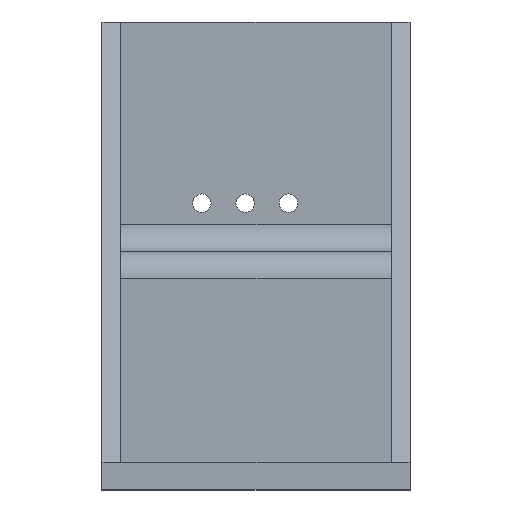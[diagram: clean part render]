
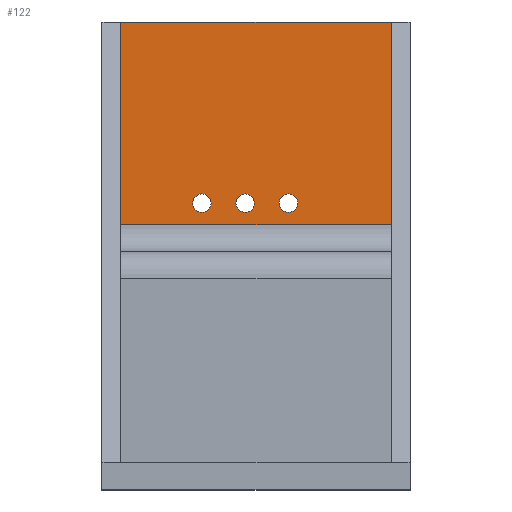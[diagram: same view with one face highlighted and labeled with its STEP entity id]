
A CAD part, top view. The second image highlights one B-rep face of the part: STEP entity #122.
In plain terms, the highlighted planar face has unit normal (0, 0, 1).
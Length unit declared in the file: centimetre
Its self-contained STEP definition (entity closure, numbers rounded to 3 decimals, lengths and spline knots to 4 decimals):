
#38 = VERTEX_POINT ( 'NONE', #1456 ) ;
#52 = VECTOR ( 'NONE', #1228, 100. ) ;
#55 = CIRCLE ( 'NONE', #1035, 0.17 ) ;
#60 = EDGE_CURVE ( 'NONE', #600, #38, #1468, .T. ) ;
#102 = ORIENTED_EDGE ( 'NONE', *, *, #60, .F. ) ;
#106 = EDGE_CURVE ( 'NONE', #227, #1355, #911, .T. ) ;
#107 = CARTESIAN_POINT ( 'NONE',  ( 5., 9.66, -10.6 ) ) ;
#122 = ADVANCED_FACE ( 'NONE', ( #436, #1188, #1443, #325 ), #1309, .T. ) ;
#157 = VECTOR ( 'NONE', #185, 100. ) ;
#168 = VERTEX_POINT ( 'NONE', #1551 ) ;
#185 = DIRECTION ( 'NONE',  ( 0., 1., 0. ) ) ;
#194 = DIRECTION ( 'NONE',  ( 1., 0., 0. ) ) ;
#197 = LINE ( 'NONE', #360, #52 ) ;
#210 = CARTESIAN_POINT ( 'NONE',  ( 0., 5.91, -10.6 ) ) ;
#226 = CARTESIAN_POINT ( 'NONE',  ( 1.67, 6.31, -10.6 ) ) ;
#227 = VERTEX_POINT ( 'NONE', #1146 ) ;
#235 = ORIENTED_EDGE ( 'NONE', *, *, #932, .F. ) ;
#255 = DIRECTION ( 'NONE',  ( 0., 0., 1. ) ) ;
#259 = EDGE_CURVE ( 'NONE', #395, #451, #984, .T. ) ;
#296 = CARTESIAN_POINT ( 'NONE',  ( 5.35, 9.66, -10.6 ) ) ;
#325 = FACE_BOUND ( 'NONE', #384, .T. ) ;
#342 = CARTESIAN_POINT ( 'NONE',  ( 3.1, 6.31, -10.6 ) ) ;
#360 = CARTESIAN_POINT ( 'NONE',  ( 0., 9.66, -10.6 ) ) ;
#381 = DIRECTION ( 'NONE',  ( 0., 0., 1. ) ) ;
#384 = EDGE_LOOP ( 'NONE', ( #392, #102 ) ) ;
#392 = ORIENTED_EDGE ( 'NONE', *, *, #1091, .F. ) ;
#395 = VERTEX_POINT ( 'NONE', #591 ) ;
#424 = EDGE_CURVE ( 'NONE', #227, #992, #197, .T. ) ;
#436 = FACE_OUTER_BOUND ( 'NONE', #690, .T. ) ;
#451 = VERTEX_POINT ( 'NONE', #1487 ) ;
#574 = DIRECTION ( 'NONE',  ( 0., 0., 1. ) ) ;
#591 = CARTESIAN_POINT ( 'NONE',  ( 2.47, 6.31, -10.6 ) ) ;
#596 = EDGE_CURVE ( 'NONE', #1408, #1216, #55, .T. ) ;
#600 = VERTEX_POINT ( 'NONE', #226 ) ;
#604 = DIRECTION ( 'NONE',  ( 1., 0., 0. ) ) ;
#612 = VECTOR ( 'NONE', #791, 100. ) ;
#622 = ORIENTED_EDGE ( 'NONE', *, *, #596, .F. ) ;
#648 = LINE ( 'NONE', #781, #612 ) ;
#689 = DIRECTION ( 'NONE',  ( 0., 0., 1. ) ) ;
#690 = EDGE_LOOP ( 'NONE', ( #1324, #1168, #1170, #1489 ) ) ;
#696 = DIRECTION ( 'NONE',  ( 1., 0., 0. ) ) ;
#697 = EDGE_LOOP ( 'NONE', ( #235, #622 ) ) ;
#719 = EDGE_LOOP ( 'NONE', ( #1212, #909 ) ) ;
#768 = DIRECTION ( 'NONE',  ( 0., 0., 1. ) ) ;
#781 = CARTESIAN_POINT ( 'NONE',  ( 0., 5.91, -10.6 ) ) ;
#785 = AXIS2_PLACEMENT_3D ( 'NONE', #1014, #381, #604 ) ;
#791 = DIRECTION ( 'NONE',  ( 1., 0., 0. ) ) ;
#809 = EDGE_CURVE ( 'NONE', #168, #1355, #1055, .T. ) ;
#812 = DIRECTION ( 'NONE',  ( 1., 0., 0. ) ) ;
#814 = AXIS2_PLACEMENT_3D ( 'NONE', #342, #574, #812 ) ;
#816 = CARTESIAN_POINT ( 'NONE',  ( 0., 0., -10.6 ) ) ;
#828 = DIRECTION ( 'NONE',  ( 0., 0., 1. ) ) ;
#837 = CARTESIAN_POINT ( 'NONE',  ( 3.1, 6.31, -10.6 ) ) ;
#874 = AXIS2_PLACEMENT_3D ( 'NONE', #816, #689, #194 ) ;
#909 = ORIENTED_EDGE ( 'NONE', *, *, #259, .F. ) ;
#911 = LINE ( 'NONE', #296, #1453 ) ;
#932 = EDGE_CURVE ( 'NONE', #1216, #1408, #1109, .T. ) ;
#937 = AXIS2_PLACEMENT_3D ( 'NONE', #1112, #768, #1378 ) ;
#944 = CARTESIAN_POINT ( 'NONE',  ( 2.3, 6.31, -10.6 ) ) ;
#945 = DIRECTION ( 'NONE',  ( 0., 0., 1. ) ) ;
#952 = AXIS2_PLACEMENT_3D ( 'NONE', #944, #828, #1575 ) ;
#972 = CIRCLE ( 'NONE', #952, 0.17 ) ;
#976 = EDGE_CURVE ( 'NONE', #451, #395, #972, .T. ) ;
#984 = CIRCLE ( 'NONE', #937, 0.17 ) ;
#992 = VERTEX_POINT ( 'NONE', #210 ) ;
#1014 = CARTESIAN_POINT ( 'NONE',  ( 1.5, 6.31, -10.6 ) ) ;
#1033 = CARTESIAN_POINT ( 'NONE',  ( 2.93, 6.31, -10.6 ) ) ;
#1035 = AXIS2_PLACEMENT_3D ( 'NONE', #837, #255, #1240 ) ;
#1036 = AXIS2_PLACEMENT_3D ( 'NONE', #1329, #945, #696 ) ;
#1039 = CARTESIAN_POINT ( 'NONE',  ( 5., 5.41, -10.6 ) ) ;
#1041 = DIRECTION ( 'NONE',  ( 1., 0., 0. ) ) ;
#1055 = LINE ( 'NONE', #1039, #157 ) ;
#1091 = EDGE_CURVE ( 'NONE', #38, #600, #1496, .T. ) ;
#1109 = CIRCLE ( 'NONE', #814, 0.17 ) ;
#1112 = CARTESIAN_POINT ( 'NONE',  ( 2.3, 6.31, -10.6 ) ) ;
#1146 = CARTESIAN_POINT ( 'NONE',  ( 0., 9.66, -10.6 ) ) ;
#1168 = ORIENTED_EDGE ( 'NONE', *, *, #1568, .T. ) ;
#1170 = ORIENTED_EDGE ( 'NONE', *, *, #809, .T. ) ;
#1188 = FACE_BOUND ( 'NONE', #697, .T. ) ;
#1212 = ORIENTED_EDGE ( 'NONE', *, *, #976, .F. ) ;
#1216 = VERTEX_POINT ( 'NONE', #1033 ) ;
#1228 = DIRECTION ( 'NONE',  ( 0., -1., 0. ) ) ;
#1240 = DIRECTION ( 'NONE',  ( 1., 0., 0. ) ) ;
#1265 = CARTESIAN_POINT ( 'NONE',  ( 3.27, 6.31, -10.6 ) ) ;
#1309 = PLANE ( 'NONE',  #874 ) ;
#1324 = ORIENTED_EDGE ( 'NONE', *, *, #424, .T. ) ;
#1329 = CARTESIAN_POINT ( 'NONE',  ( 1.5, 6.31, -10.6 ) ) ;
#1355 = VERTEX_POINT ( 'NONE', #107 ) ;
#1378 = DIRECTION ( 'NONE',  ( 1., 0., 0. ) ) ;
#1408 = VERTEX_POINT ( 'NONE', #1265 ) ;
#1443 = FACE_BOUND ( 'NONE', #719, .T. ) ;
#1453 = VECTOR ( 'NONE', #1041, 100. ) ;
#1456 = CARTESIAN_POINT ( 'NONE',  ( 1.33, 6.31, -10.6 ) ) ;
#1468 = CIRCLE ( 'NONE', #1036, 0.17 ) ;
#1487 = CARTESIAN_POINT ( 'NONE',  ( 2.13, 6.31, -10.6 ) ) ;
#1489 = ORIENTED_EDGE ( 'NONE', *, *, #106, .F. ) ;
#1496 = CIRCLE ( 'NONE', #785, 0.17 ) ;
#1551 = CARTESIAN_POINT ( 'NONE',  ( 5., 5.91, -10.6 ) ) ;
#1568 = EDGE_CURVE ( 'NONE', #992, #168, #648, .T. ) ;
#1575 = DIRECTION ( 'NONE',  ( 1., 0., 0. ) ) ;
